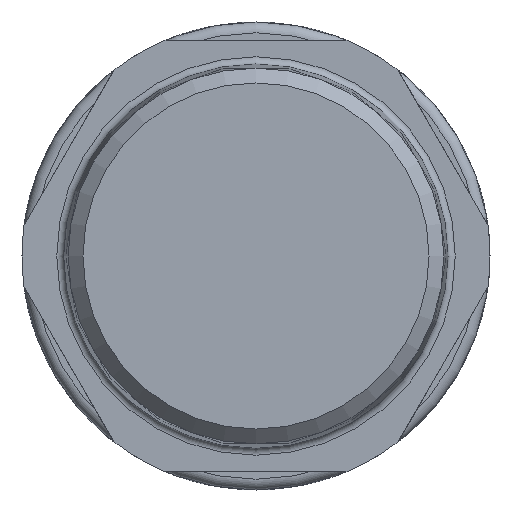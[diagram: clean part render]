
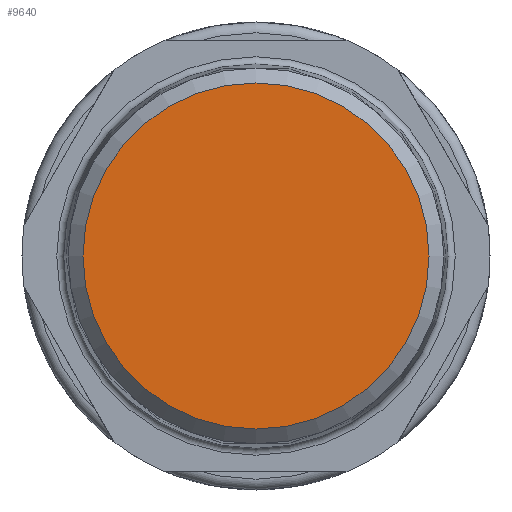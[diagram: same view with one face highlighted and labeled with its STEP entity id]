
A CAD part, left-side view. The second image highlights one B-rep face of the part: STEP entity #9640.
In plain terms, the highlighted planar face has unit normal (-1, 0, 0).
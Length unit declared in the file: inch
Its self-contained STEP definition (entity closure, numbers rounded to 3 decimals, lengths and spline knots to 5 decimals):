
#1229=PLANE('',#10744);
#1734=FACE_OUTER_BOUND('',#2261,.T.);
#2261=EDGE_LOOP('',(#8318));
#2844=CIRCLE('',#10745,0.47309);
#4113=VERTEX_POINT('',#20115);
#5524=EDGE_CURVE('',#4113,#4113,#2844,.T.);
#8318=ORIENTED_EDGE('',*,*,#5524,.F.);
#9640=ADVANCED_FACE('',(#1734),#1229,.T.);
#10744=AXIS2_PLACEMENT_3D('',#20114,#13236,#13237);
#10745=AXIS2_PLACEMENT_3D('',#20116,#13238,#13239);
#13236=DIRECTION('center_axis',(-1.,0.,0.));
#13237=DIRECTION('ref_axis',(0.,0.,-1.));
#13238=DIRECTION('center_axis',(1.,0.,0.));
#13239=DIRECTION('ref_axis',(0.,1.,0.));
#20114=CARTESIAN_POINT('Origin',(-1.81102,-0.51246,0.));
#20115=CARTESIAN_POINT('',(-1.81102,-0.47309,0.));
#20116=CARTESIAN_POINT('Origin',(-1.81102,0.,
0.));
